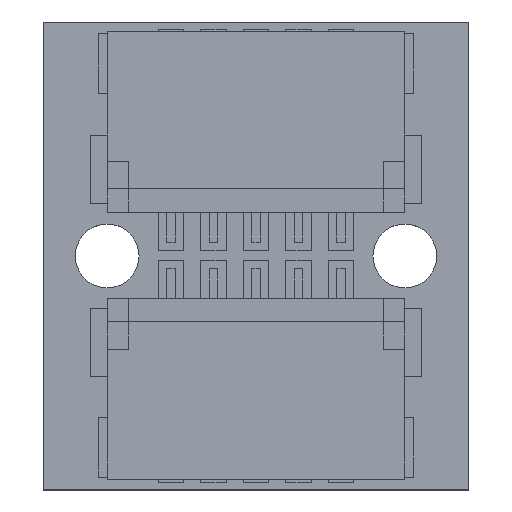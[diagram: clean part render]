
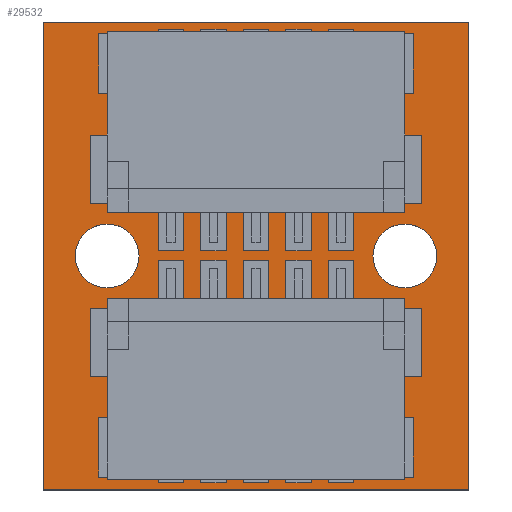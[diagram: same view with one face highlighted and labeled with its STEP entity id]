
A CAD part, top view. The second image highlights one B-rep face of the part: STEP entity #29532.
In plain terms, the highlighted planar face has unit normal (0, 0, 1).
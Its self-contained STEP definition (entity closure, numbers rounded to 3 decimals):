
#29056 = VERTEX_POINT('',#29057);
#29057 = CARTESIAN_POINT('',(15.,10.,0.6));
#29064 = PLANE('',#29065);
#29065 = AXIS2_PLACEMENT_3D('',#29066,#29067,#29068);
#29066 = CARTESIAN_POINT('',(15.,10.,0.));
#29067 = DIRECTION('',(0.,1.,0.));
#29068 = DIRECTION('',(1.,0.,0.));
#29076 = PLANE('',#29077);
#29077 = AXIS2_PLACEMENT_3D('',#29078,#29079,#29080);
#29078 = CARTESIAN_POINT('',(15.,21.,0.));
#29079 = DIRECTION('',(1.,0.,0.));
#29080 = DIRECTION('',(0.,-1.,0.));
#29088 = EDGE_CURVE('',#29056,#29089,#29091,.T.);
#29089 = VERTEX_POINT('',#29090);
#29090 = CARTESIAN_POINT('',(25.,10.,0.6));
#29091 = SURFACE_CURVE('',#29092,(#29096,#29103),.PCURVE_S1.);
#29092 = LINE('',#29093,#29094);
#29093 = CARTESIAN_POINT('',(15.,10.,0.6));
#29094 = VECTOR('',#29095,1.);
#29095 = DIRECTION('',(1.,0.,0.));
#29096 = PCURVE('',#29064,#29097);
#29097 = DEFINITIONAL_REPRESENTATION('',(#29098),#29102);
#29098 = LINE('',#29099,#29100);
#29099 = CARTESIAN_POINT('',(0.,-0.6));
#29100 = VECTOR('',#29101,1.);
#29101 = DIRECTION('',(1.,0.));
#29102 = ( GEOMETRIC_REPRESENTATION_CONTEXT(2) 
PARAMETRIC_REPRESENTATION_CONTEXT() REPRESENTATION_CONTEXT('2D SPACE',''
  ) );
#29103 = PCURVE('',#29104,#29109);
#29104 = PLANE('',#29105);
#29105 = AXIS2_PLACEMENT_3D('',#29106,#29107,#29108);
#29106 = CARTESIAN_POINT('',(20.,15.5,0.6));
#29107 = DIRECTION('',(0.,0.,1.));
#29108 = DIRECTION('',(1.,0.,-0.));
#29109 = DEFINITIONAL_REPRESENTATION('',(#29110),#29114);
#29110 = LINE('',#29111,#29112);
#29111 = CARTESIAN_POINT('',(-5.,-5.5));
#29112 = VECTOR('',#29113,1.);
#29113 = DIRECTION('',(1.,0.));
#29114 = ( GEOMETRIC_REPRESENTATION_CONTEXT(2) 
PARAMETRIC_REPRESENTATION_CONTEXT() REPRESENTATION_CONTEXT('2D SPACE',''
  ) );
#29132 = PLANE('',#29133);
#29133 = AXIS2_PLACEMENT_3D('',#29134,#29135,#29136);
#29134 = CARTESIAN_POINT('',(25.,10.,0.));
#29135 = DIRECTION('',(-1.,0.,0.));
#29136 = DIRECTION('',(0.,1.,0.));
#29176 = VERTEX_POINT('',#29177);
#29177 = CARTESIAN_POINT('',(15.,21.,0.6));
#29191 = PLANE('',#29192);
#29192 = AXIS2_PLACEMENT_3D('',#29193,#29194,#29195);
#29193 = CARTESIAN_POINT('',(25.,21.,0.));
#29194 = DIRECTION('',(0.,-1.,0.));
#29195 = DIRECTION('',(-1.,0.,0.));
#29203 = EDGE_CURVE('',#29176,#29056,#29204,.T.);
#29204 = SURFACE_CURVE('',#29205,(#29209,#29216),.PCURVE_S1.);
#29205 = LINE('',#29206,#29207);
#29206 = CARTESIAN_POINT('',(15.,21.,0.6));
#29207 = VECTOR('',#29208,1.);
#29208 = DIRECTION('',(0.,-1.,0.));
#29209 = PCURVE('',#29076,#29210);
#29210 = DEFINITIONAL_REPRESENTATION('',(#29211),#29215);
#29211 = LINE('',#29212,#29213);
#29212 = CARTESIAN_POINT('',(0.,-0.6));
#29213 = VECTOR('',#29214,1.);
#29214 = DIRECTION('',(1.,0.));
#29215 = ( GEOMETRIC_REPRESENTATION_CONTEXT(2) 
PARAMETRIC_REPRESENTATION_CONTEXT() REPRESENTATION_CONTEXT('2D SPACE',''
  ) );
#29216 = PCURVE('',#29104,#29217);
#29217 = DEFINITIONAL_REPRESENTATION('',(#29218),#29222);
#29218 = LINE('',#29219,#29220);
#29219 = CARTESIAN_POINT('',(-5.,5.5));
#29220 = VECTOR('',#29221,1.);
#29221 = DIRECTION('',(0.,-1.));
#29222 = ( GEOMETRIC_REPRESENTATION_CONTEXT(2) 
PARAMETRIC_REPRESENTATION_CONTEXT() REPRESENTATION_CONTEXT('2D SPACE',''
  ) );
#29250 = EDGE_CURVE('',#29089,#29251,#29253,.T.);
#29251 = VERTEX_POINT('',#29252);
#29252 = CARTESIAN_POINT('',(25.,21.,0.6));
#29253 = SURFACE_CURVE('',#29254,(#29258,#29265),.PCURVE_S1.);
#29254 = LINE('',#29255,#29256);
#29255 = CARTESIAN_POINT('',(25.,10.,0.6));
#29256 = VECTOR('',#29257,1.);
#29257 = DIRECTION('',(0.,1.,0.));
#29258 = PCURVE('',#29132,#29259);
#29259 = DEFINITIONAL_REPRESENTATION('',(#29260),#29264);
#29260 = LINE('',#29261,#29262);
#29261 = CARTESIAN_POINT('',(0.,-0.6));
#29262 = VECTOR('',#29263,1.);
#29263 = DIRECTION('',(1.,0.));
#29264 = ( GEOMETRIC_REPRESENTATION_CONTEXT(2) 
PARAMETRIC_REPRESENTATION_CONTEXT() REPRESENTATION_CONTEXT('2D SPACE',''
  ) );
#29265 = PCURVE('',#29104,#29266);
#29266 = DEFINITIONAL_REPRESENTATION('',(#29267),#29271);
#29267 = LINE('',#29268,#29269);
#29268 = CARTESIAN_POINT('',(5.,-5.5));
#29269 = VECTOR('',#29270,1.);
#29270 = DIRECTION('',(0.,1.));
#29271 = ( GEOMETRIC_REPRESENTATION_CONTEXT(2) 
PARAMETRIC_REPRESENTATION_CONTEXT() REPRESENTATION_CONTEXT('2D SPACE',''
  ) );
#29321 = EDGE_CURVE('',#29251,#29176,#29322,.T.);
#29322 = SURFACE_CURVE('',#29323,(#29327,#29334),.PCURVE_S1.);
#29323 = LINE('',#29324,#29325);
#29324 = CARTESIAN_POINT('',(25.,21.,0.6));
#29325 = VECTOR('',#29326,1.);
#29326 = DIRECTION('',(-1.,0.,0.));
#29327 = PCURVE('',#29191,#29328);
#29328 = DEFINITIONAL_REPRESENTATION('',(#29329),#29333);
#29329 = LINE('',#29330,#29331);
#29330 = CARTESIAN_POINT('',(0.,-0.6));
#29331 = VECTOR('',#29332,1.);
#29332 = DIRECTION('',(1.,0.));
#29333 = ( GEOMETRIC_REPRESENTATION_CONTEXT(2) 
PARAMETRIC_REPRESENTATION_CONTEXT() REPRESENTATION_CONTEXT('2D SPACE',''
  ) );
#29334 = PCURVE('',#29104,#29335);
#29335 = DEFINITIONAL_REPRESENTATION('',(#29336),#29340);
#29336 = LINE('',#29337,#29338);
#29337 = CARTESIAN_POINT('',(5.,5.5));
#29338 = VECTOR('',#29339,1.);
#29339 = DIRECTION('',(-1.,0.));
#29340 = ( GEOMETRIC_REPRESENTATION_CONTEXT(2) 
PARAMETRIC_REPRESENTATION_CONTEXT() REPRESENTATION_CONTEXT('2D SPACE',''
  ) );
#29377 = CYLINDRICAL_SURFACE('',#29378,0.751);
#29378 = AXIS2_PLACEMENT_3D('',#29379,#29380,#29381);
#29379 = CARTESIAN_POINT('',(16.5,15.5,0.));
#29380 = DIRECTION('',(-0.,-0.,-1.));
#29381 = DIRECTION('',(1.,0.,0.));
#29397 = VERTEX_POINT('',#29398);
#29398 = CARTESIAN_POINT('',(17.251,15.5,0.6));
#29419 = EDGE_CURVE('',#29397,#29397,#29420,.T.);
#29420 = SURFACE_CURVE('',#29421,(#29426,#29433),.PCURVE_S1.);
#29421 = CIRCLE('',#29422,0.751);
#29422 = AXIS2_PLACEMENT_3D('',#29423,#29424,#29425);
#29423 = CARTESIAN_POINT('',(16.5,15.5,0.6));
#29424 = DIRECTION('',(0.,0.,1.));
#29425 = DIRECTION('',(1.,0.,-0.));
#29426 = PCURVE('',#29377,#29427);
#29427 = DEFINITIONAL_REPRESENTATION('',(#29428),#29432);
#29428 = LINE('',#29429,#29430);
#29429 = CARTESIAN_POINT('',(6.283,-0.6));
#29430 = VECTOR('',#29431,1.);
#29431 = DIRECTION('',(-1.,0.));
#29432 = ( GEOMETRIC_REPRESENTATION_CONTEXT(2) 
PARAMETRIC_REPRESENTATION_CONTEXT() REPRESENTATION_CONTEXT('2D SPACE',''
  ) );
#29433 = PCURVE('',#29104,#29434);
#29434 = DEFINITIONAL_REPRESENTATION('',(#29435),#29439);
#29435 = CIRCLE('',#29436,0.751);
#29436 = AXIS2_PLACEMENT_2D('',#29437,#29438);
#29437 = CARTESIAN_POINT('',(-3.5,0.));
#29438 = DIRECTION('',(1.,0.));
#29439 = ( GEOMETRIC_REPRESENTATION_CONTEXT(2) 
PARAMETRIC_REPRESENTATION_CONTEXT() REPRESENTATION_CONTEXT('2D SPACE',''
  ) );
#29455 = CYLINDRICAL_SURFACE('',#29456,0.751);
#29456 = AXIS2_PLACEMENT_3D('',#29457,#29458,#29459);
#29457 = CARTESIAN_POINT('',(23.5,15.5,0.));
#29458 = DIRECTION('',(-0.,-0.,-1.));
#29459 = DIRECTION('',(1.,0.,0.));
#29475 = VERTEX_POINT('',#29476);
#29476 = CARTESIAN_POINT('',(24.251,15.5,0.6));
#29497 = EDGE_CURVE('',#29475,#29475,#29498,.T.);
#29498 = SURFACE_CURVE('',#29499,(#29504,#29511),.PCURVE_S1.);
#29499 = CIRCLE('',#29500,0.751);
#29500 = AXIS2_PLACEMENT_3D('',#29501,#29502,#29503);
#29501 = CARTESIAN_POINT('',(23.5,15.5,0.6));
#29502 = DIRECTION('',(0.,0.,1.));
#29503 = DIRECTION('',(1.,0.,-0.));
#29504 = PCURVE('',#29455,#29505);
#29505 = DEFINITIONAL_REPRESENTATION('',(#29506),#29510);
#29506 = LINE('',#29507,#29508);
#29507 = CARTESIAN_POINT('',(6.283,-0.6));
#29508 = VECTOR('',#29509,1.);
#29509 = DIRECTION('',(-1.,0.));
#29510 = ( GEOMETRIC_REPRESENTATION_CONTEXT(2) 
PARAMETRIC_REPRESENTATION_CONTEXT() REPRESENTATION_CONTEXT('2D SPACE',''
  ) );
#29511 = PCURVE('',#29104,#29512);
#29512 = DEFINITIONAL_REPRESENTATION('',(#29513),#29517);
#29513 = CIRCLE('',#29514,0.751);
#29514 = AXIS2_PLACEMENT_2D('',#29515,#29516);
#29515 = CARTESIAN_POINT('',(3.5,0.));
#29516 = DIRECTION('',(1.,0.));
#29517 = ( GEOMETRIC_REPRESENTATION_CONTEXT(2) 
PARAMETRIC_REPRESENTATION_CONTEXT() REPRESENTATION_CONTEXT('2D SPACE',''
  ) );
#29532 = ADVANCED_FACE('',(#29533,#29539,#29542),#29104,.T.);
#29533 = FACE_BOUND('',#29534,.T.);
#29534 = EDGE_LOOP('',(#29535,#29536,#29537,#29538));
#29535 = ORIENTED_EDGE('',*,*,#29088,.T.);
#29536 = ORIENTED_EDGE('',*,*,#29250,.T.);
#29537 = ORIENTED_EDGE('',*,*,#29321,.T.);
#29538 = ORIENTED_EDGE('',*,*,#29203,.T.);
#29539 = FACE_BOUND('',#29540,.T.);
#29540 = EDGE_LOOP('',(#29541));
#29541 = ORIENTED_EDGE('',*,*,#29419,.F.);
#29542 = FACE_BOUND('',#29543,.T.);
#29543 = EDGE_LOOP('',(#29544));
#29544 = ORIENTED_EDGE('',*,*,#29497,.F.);
